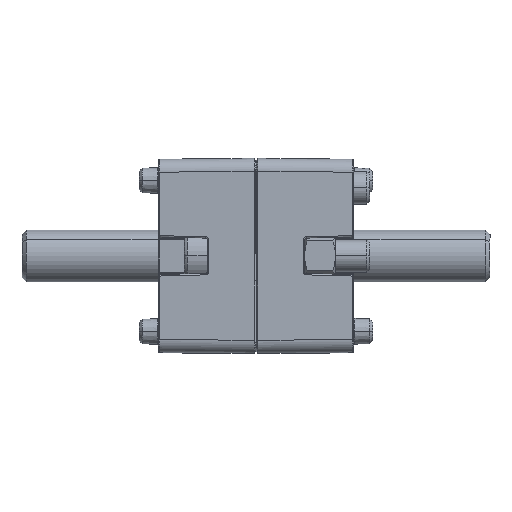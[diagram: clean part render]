
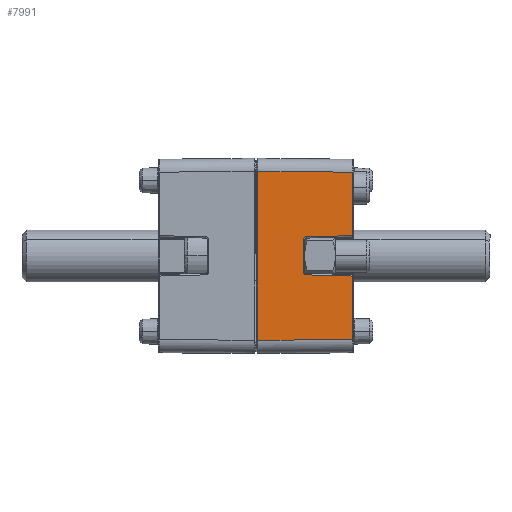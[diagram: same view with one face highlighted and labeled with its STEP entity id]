
A CAD part, top view. The second image highlights one B-rep face of the part: STEP entity #7991.
In plain terms, the highlighted face is planar.
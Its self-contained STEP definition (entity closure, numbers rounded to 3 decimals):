
#138 = CARTESIAN_POINT ( 'NONE',  ( 2.929, 7.695, 14.933 ) ) ;
#904 = CARTESIAN_POINT ( 'NONE',  ( 2.833, 7.457, 14.935 ) ) ;
#1276 = EDGE_CURVE ( 'NONE', #33010, #31082, #4056, .T. ) ;
#1513 = EDGE_CURVE ( 'NONE', #43949, #39694, #39448, .T. ) ;
#1652 = EDGE_CURVE ( 'NONE', #39694, #28036, #37734, .T. ) ;
#1746 = VECTOR ( 'NONE', #39673, 1000. ) ;
#2210 = EDGE_CURVE ( 'NONE', #8086, #28036, #38531, .T. ) ;
#2845 = EDGE_CURVE ( 'NONE', #33010, #34496, #9219, .T. ) ;
#3312 = DIRECTION ( 'NONE',  ( -1., 0., 0. ) ) ;
#3752 = CARTESIAN_POINT ( 'NONE',  ( 2.929, 7.67, 14.933 ) ) ;
#4056 = LINE ( 'NONE', #39624, #1746 ) ;
#4419 = VECTOR ( 'NONE', #48694, 1000. ) ;
#4533 = EDGE_CURVE ( 'NONE', #8086, #29070, #32081, .T. ) ;
#4974 = CARTESIAN_POINT ( 'NONE',  ( -12.871, 14.802, 14.871 ) ) ;
#4988 = CARTESIAN_POINT ( 'NONE',  ( 2.768, 7.398, 14.935 ) ) ;
#5254 = DIRECTION ( 'NONE',  ( -0.009, 1., -0.009 ) ) ;
#5405 = ORIENTED_EDGE ( 'NONE', *, *, #13830, .T. ) ;
#5785 = VECTOR ( 'NONE', #3312, 1000. ) ;
#5864 = DIRECTION ( 'NONE',  ( 1., 0., 0. ) ) ;
#5868 = CARTESIAN_POINT ( 'NONE',  ( 2.466, 7.302, 14.936 ) ) ;
#5970 = CARTESIAN_POINT ( 'NONE',  ( 12.997, 0.297, 14.997 ) ) ;
#6627 = DIRECTION ( 'NONE',  ( 0., -1., 0.009 ) ) ;
#6683 = DIRECTION ( 'NONE',  ( 0., 0.009, 1. ) ) ;
#6741 = CARTESIAN_POINT ( 'NONE',  ( -15., 0., 15. ) ) ;
#7967 = VECTOR ( 'NONE', #24291, 1000. ) ;
#7987 = CARTESIAN_POINT ( 'NONE',  ( -15., 14.802, 14.871 ) ) ;
#7991 = ADVANCED_FACE ( 'NONE', ( #33972 ), #8053, .T. ) ;
#8053 = PLANE ( 'NONE',  #18292 ) ;
#8086 = VERTEX_POINT ( 'NONE', #4974 ) ;
#9050 = CARTESIAN_POINT ( 'NONE',  ( 2.692, 7.352, 14.936 ) ) ;
#9219 = LINE ( 'NONE', #48808, #4419 ) ;
#9324 = ORIENTED_EDGE ( 'NONE', *, *, #47813, .T. ) ;
#11838 = CARTESIAN_POINT ( 'NONE',  ( -15., 0.297, 14.997 ) ) ;
#12957 = CARTESIAN_POINT ( 'NONE',  ( 2.648, 7.334, 14.936 ) ) ;
#13830 = EDGE_CURVE ( 'NONE', #25250, #34496, #14934, .T. ) ;
#14537 = EDGE_LOOP ( 'NONE', ( #46282, #9324, #5405, #18090, #37800, #32313, #30930, #49094, #45115, #30476 ) ) ;
#14934 = LINE ( 'NONE', #5970, #15044 ) ;
#15044 = VECTOR ( 'NONE', #5254, 1000. ) ;
#15154 = CARTESIAN_POINT ( 'NONE',  ( -3.108, 14.802, 14.871 ) ) ;
#16752 = CARTESIAN_POINT ( 'NONE',  ( 2.926, 7.645, 14.933 ) ) ;
#16920 = CARTESIAN_POINT ( 'NONE',  ( 2.524, 7.302, 14.936 ) ) ;
#18090 = ORIENTED_EDGE ( 'NONE', *, *, #2845, .F. ) ;
#18292 = AXIS2_PLACEMENT_3D ( 'NONE', #6741, #6683, #6627 ) ;
#20185 = VECTOR ( 'NONE', #34753, 1000. ) ;
#20685 = CARTESIAN_POINT ( 'NONE',  ( 2.906, 7.574, 14.934 ) ) ;
#22604 = LINE ( 'NONE', #26872, #5785 ) ;
#23264 = EDGE_CURVE ( 'NONE', #32084, #43949, #22604, .T. ) ;
#24291 = DIRECTION ( 'NONE',  ( -0.025, 1., -0.009 ) ) ;
#24601 = CARTESIAN_POINT ( 'NONE',  ( 2.868, 7.501, 14.935 ) ) ;
#25250 = VERTEX_POINT ( 'NONE', #44462 ) ;
#25606 = CARTESIAN_POINT ( 'NONE',  ( -2.929, 7.695, 14.933 ) ) ;
#26872 = CARTESIAN_POINT ( 'NONE',  ( -15., 7.302, 14.936 ) ) ;
#28036 = VERTEX_POINT ( 'NONE', #15154 ) ;
#28422 = CARTESIAN_POINT ( 'NONE',  ( 2.812, 7.435, 14.935 ) ) ;
#29070 = VERTEX_POINT ( 'NONE', #32337 ) ;
#29810 = CARTESIAN_POINT ( 'NONE',  ( -2.929, 7.695, 14.933 ) ) ;
#29813 = VECTOR ( 'NONE', #44786, 1000. ) ;
#29852 = CARTESIAN_POINT ( 'NONE',  ( -2.928, 7.644, 14.933 ) ) ;
#29858 = CARTESIAN_POINT ( 'NONE',  ( -2.916, 7.595, 14.934 ) ) ;
#29907 = CARTESIAN_POINT ( 'NONE',  ( -2.888, 7.538, 14.934 ) ) ;
#29917 = CARTESIAN_POINT ( 'NONE',  ( -2.881, 7.524, 14.934 ) ) ;
#29966 = CARTESIAN_POINT ( 'NONE',  ( -2.866, 7.5, 14.935 ) ) ;
#30014 = CARTESIAN_POINT ( 'NONE',  ( -2.842, 7.466, 14.935 ) ) ;
#30056 = CARTESIAN_POINT ( 'NONE',  ( -2.812, 7.435, 14.935 ) ) ;
#30063 = CARTESIAN_POINT ( 'NONE',  ( -2.768, 7.398, 14.935 ) ) ;
#30118 = CARTESIAN_POINT ( 'NONE',  ( -2.742, 7.38, 14.936 ) ) ;
#30163 = CARTESIAN_POINT ( 'NONE',  ( -2.69, 7.351, 14.936 ) ) ;
#30172 = CARTESIAN_POINT ( 'NONE',  ( -2.663, 7.339, 14.936 ) ) ;
#30218 = CARTESIAN_POINT ( 'NONE',  ( -2.605, 7.32, 14.936 ) ) ;
#30274 = CARTESIAN_POINT ( 'NONE',  ( -2.579, 7.313, 14.936 ) ) ;
#30313 = CARTESIAN_POINT ( 'NONE',  ( -2.466, 7.302, 14.936 ) ) ;
#30476 = ORIENTED_EDGE ( 'NONE', *, *, #2210, .F. ) ;
#30536 = CARTESIAN_POINT ( 'NONE',  ( -2.494, 7.302, 14.936 ) ) ;
#30930 = ORIENTED_EDGE ( 'NONE', *, *, #23264, .T. ) ;
#31082 = VERTEX_POINT ( 'NONE', #138 ) ;
#31297 = CARTESIAN_POINT ( 'NONE',  ( 3.108, 14.802, 14.871 ) ) ;
#31537 = LINE ( 'NONE', #11838, #20185 ) ;
#31663 = CARTESIAN_POINT ( 'NONE',  ( -2.523, 7.304, 14.936 ) ) ;
#32081 = LINE ( 'NONE', #44990, #29813 ) ;
#32084 = VERTEX_POINT ( 'NONE', #5868 ) ;
#32178 = CARTESIAN_POINT ( 'NONE',  ( 2.732, 7.373, 14.936 ) ) ;
#32313 = ORIENTED_EDGE ( 'NONE', *, *, #45573, .T. ) ;
#32337 = CARTESIAN_POINT ( 'NONE',  ( -12.997, 0.297, 14.997 ) ) ;
#33010 = VERTEX_POINT ( 'NONE', #31297 ) ;
#33387 = CARTESIAN_POINT ( 'NONE',  ( -2.466, 7.302, 14.936 ) ) ;
#33972 = FACE_OUTER_BOUND ( 'NONE', #14537, .T. ) ;
#34496 = VERTEX_POINT ( 'NONE', #44127 ) ;
#34753 = DIRECTION ( 'NONE',  ( 1., 0., 0. ) ) ;
#35655 = CARTESIAN_POINT ( 'NONE',  ( 2.929, 7.695, 14.933 ) ) ;
#35807 = CARTESIAN_POINT ( 'NONE',  ( 2.664, 7.34, 14.936 ) ) ;
#37734 = LINE ( 'NONE', #25606, #7967 ) ;
#37800 = ORIENTED_EDGE ( 'NONE', *, *, #1276, .T. ) ;
#38531 = LINE ( 'NONE', #7987, #38899 ) ;
#38899 = VECTOR ( 'NONE', #5864, 1000. ) ;
#39448 = B_SPLINE_CURVE_WITH_KNOTS ( 'NONE', 3,
 ( #30313, #30536, #31663, #30274, #30218, #30172, #30163, #30118, #30063, #30056, #30014, #29966, #29917, #29907, #29858, #29852, #29810 ),
 .UNSPECIFIED., .F., .F.,
 ( 4, 2, 2, 2, 2, 1, 2, 2, 4 ),
 ( 0., 0.125, 0.25, 0.375, 0.5, 0.625, 0.687, 0.75, 1. ),
 .UNSPECIFIED. ) ;
#39464 = CARTESIAN_POINT ( 'NONE',  ( 2.581, 7.311, 14.936 ) ) ;
#39624 = CARTESIAN_POINT ( 'NONE',  ( 3.108, 14.802, 14.871 ) ) ;
#39673 = DIRECTION ( 'NONE',  ( -0.025, -1., 0.009 ) ) ;
#39694 = VERTEX_POINT ( 'NONE', #40285 ) ;
#40285 = CARTESIAN_POINT ( 'NONE',  ( -2.929, 7.695, 14.933 ) ) ;
#42954 = CARTESIAN_POINT ( 'NONE',  ( 2.914, 7.597, 14.934 ) ) ;
#43105 = CARTESIAN_POINT ( 'NONE',  ( 2.466, 7.302, 14.936 ) ) ;
#43464 = B_SPLINE_CURVE_WITH_KNOTS ( 'NONE', 3,
 ( #35655, #3752, #16752, #42954, #20685, #46604, #24601, #904, #28422, #4988, #32178, #9050, #35807, #12957, #39464, #16920, #43105 ),
 .UNSPECIFIED., .F., .F.,
 ( 4, 2, 2, 2, 2, 1, 2, 2, 4 ),
 ( 0., 0.125, 0.25, 0.375, 0.5, 0.625, 0.688, 0.75, 1. ),
 .UNSPECIFIED. ) ;
#43949 = VERTEX_POINT ( 'NONE', #33387 ) ;
#44127 = CARTESIAN_POINT ( 'NONE',  ( 12.871, 14.802, 14.871 ) ) ;
#44462 = CARTESIAN_POINT ( 'NONE',  ( 12.997, 0.297, 14.997 ) ) ;
#44786 = DIRECTION ( 'NONE',  ( -0.009, -1., 0.009 ) ) ;
#44990 = CARTESIAN_POINT ( 'NONE',  ( -12.871, 14.802, 14.871 ) ) ;
#45115 = ORIENTED_EDGE ( 'NONE', *, *, #1652, .T. ) ;
#45573 = EDGE_CURVE ( 'NONE', #31082, #32084, #43464, .T. ) ;
#46282 = ORIENTED_EDGE ( 'NONE', *, *, #4533, .T. ) ;
#46604 = CARTESIAN_POINT ( 'NONE',  ( 2.882, 7.525, 14.934 ) ) ;
#47813 = EDGE_CURVE ( 'NONE', #29070, #25250, #31537, .T. ) ;
#48694 = DIRECTION ( 'NONE',  ( 1., 0., 0. ) ) ;
#48808 = CARTESIAN_POINT ( 'NONE',  ( -15., 14.802, 14.871 ) ) ;
#49094 = ORIENTED_EDGE ( 'NONE', *, *, #1513, .T. ) ;
